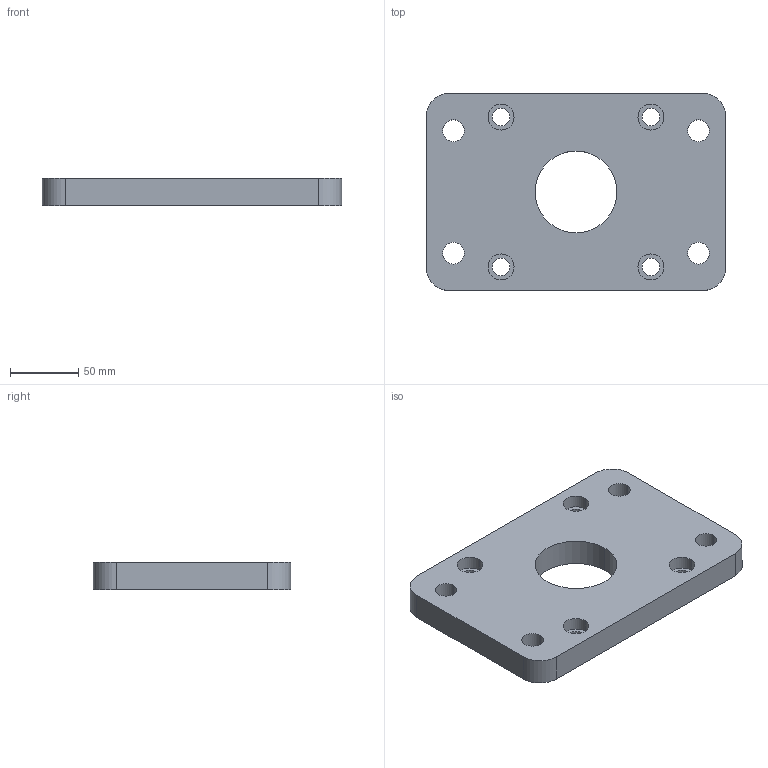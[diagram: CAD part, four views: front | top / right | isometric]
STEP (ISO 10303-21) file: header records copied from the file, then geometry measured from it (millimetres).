
FILE_DESCRIPTION (( 'STEP AP214' ), '1' );
FILE_NAME ('PMB 125 FB-FLM.STEP', '2010-08-09T13:53:15', ( '' ), ( '' ), 'SwSTEP 2.0', 'SolidWorks 2010', '' );
FILE_SCHEMA (( 'AUTOMOTIVE_DESIGN' ));
Length unit declared in the file: millimetre
Products named in the file (1): PMB  125   FB-FLM
Bounding box: 220 x 145 x 20 mm (x, y, z)
Volume: 543867.3 mm3; surface area: 80757 mm2
Topology: 1 solids, 1 shells, 40 faces, 102 edges, 68 vertices
Faces by surface type: cylinder 30, plane 10
Entity records: 1316 total; most frequent: DIRECTION 244, CARTESIAN_POINT 211, ORIENTED_EDGE 204, EDGE_CURVE 102, AXIS2_PLACEMENT_3D 101, VERTEX_POINT 68, EDGE_LOOP 62, CIRCLE 60
